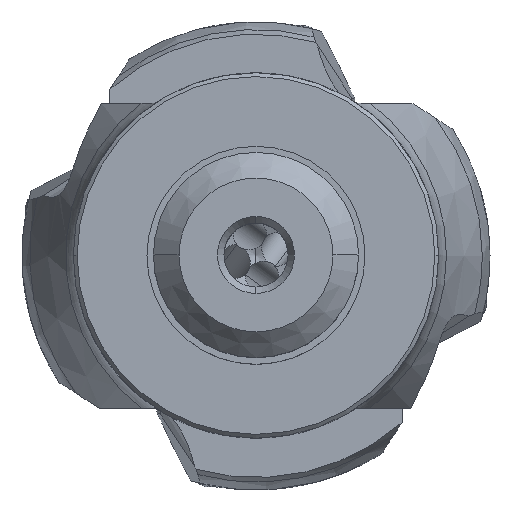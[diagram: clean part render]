
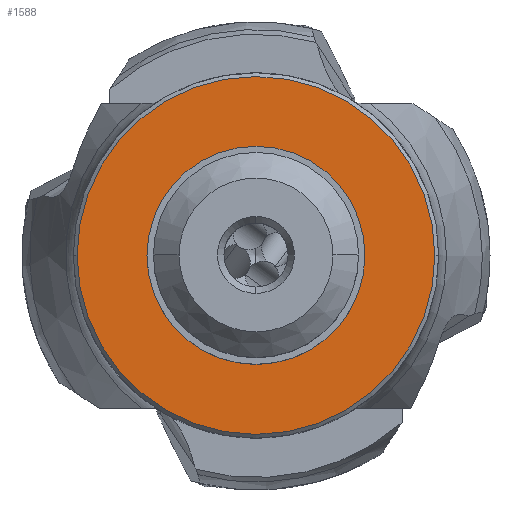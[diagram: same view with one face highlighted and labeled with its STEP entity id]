
A CAD part, top view. The second image highlights one B-rep face of the part: STEP entity #1588.
In plain terms, the highlighted planar face has unit normal (0, 0, 1).
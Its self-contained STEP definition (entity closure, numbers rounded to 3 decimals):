
#111=FACE_BOUND('',#2691,.T.);
#112=FACE_BOUND('',#2692,.T.);
#425=PLANE('',#8804);
#1588=ADVANCED_FACE('',(#111,#112),#425,.T.);
#2691=EDGE_LOOP('',(#4717,#4718,#4719));
#2692=EDGE_LOOP('',(#4720,#4721));
#4717=ORIENTED_EDGE('',*,*,#7364,.F.);
#4718=ORIENTED_EDGE('',*,*,#7365,.F.);
#4719=ORIENTED_EDGE('',*,*,#7366,.F.);
#4720=ORIENTED_EDGE('',*,*,#7367,.F.);
#4721=ORIENTED_EDGE('',*,*,#7363,.F.);
#6312=VERTEX_POINT('',#17728);
#6313=VERTEX_POINT('',#17730);
#6314=VERTEX_POINT('',#17734);
#6315=VERTEX_POINT('',#17735);
#6316=VERTEX_POINT('',#17737);
#7363=EDGE_CURVE('',#6313,#6312,#7992,.T.);
#7364=EDGE_CURVE('',#6314,#6315,#7993,.T.);
#7365=EDGE_CURVE('',#6316,#6314,#7994,.T.);
#7366=EDGE_CURVE('',#6315,#6316,#7995,.T.);
#7367=EDGE_CURVE('',#6312,#6313,#7996,.T.);
#7992=CIRCLE('',#8798,8.5);
#7993=CIRCLE('',#8800,13.95);
#7994=CIRCLE('',#8801,13.95);
#7995=CIRCLE('',#8802,13.95);
#7996=CIRCLE('',#8803,8.5);
#8798=AXIS2_PLACEMENT_3D('',#17731,#10414,#10415);
#8800=AXIS2_PLACEMENT_3D('',#17733,#10418,#10419);
#8801=AXIS2_PLACEMENT_3D('',#17736,#10420,#10421);
#8802=AXIS2_PLACEMENT_3D('',#17738,#10422,#10423);
#8803=AXIS2_PLACEMENT_3D('',#17739,#10424,#10425);
#8804=AXIS2_PLACEMENT_3D('',#17740,#10426,#10427);
#10414=DIRECTION('',(0.,0.,1.));
#10415=DIRECTION('',(1.,0.,0.));
#10418=DIRECTION('',(0.,0.,-1.));
#10419=DIRECTION('',(-1.,0.,0.));
#10420=DIRECTION('',(0.,0.,-1.));
#10421=DIRECTION('',(0.,-1.,0.));
#10422=DIRECTION('',(0.,0.,-1.));
#10423=DIRECTION('',(1.,0.,0.));
#10424=DIRECTION('',(0.,0.,1.));
#10425=DIRECTION('',(-1.,0.,0.));
#10426=DIRECTION('',(0.,0.,1.));
#10427=DIRECTION('',(-1.,0.,0.));
#17728=CARTESIAN_POINT('',(-8.5,0.,0.));
#17730=CARTESIAN_POINT('',(8.5,0.,0.));
#17731=CARTESIAN_POINT('',(0.,0.,0.));
#17733=CARTESIAN_POINT('',(0.,0.,0.));
#17734=CARTESIAN_POINT('',(-13.95,0.,0.));
#17735=CARTESIAN_POINT('',(13.95,0.,0.));
#17736=CARTESIAN_POINT('',(0.,0.,0.));
#17737=CARTESIAN_POINT('',(0.,-13.95,0.));
#17738=CARTESIAN_POINT('',(0.,0.,0.));
#17739=CARTESIAN_POINT('',(0.,0.,0.));
#17740=CARTESIAN_POINT('',(0.,0.001,0.));
